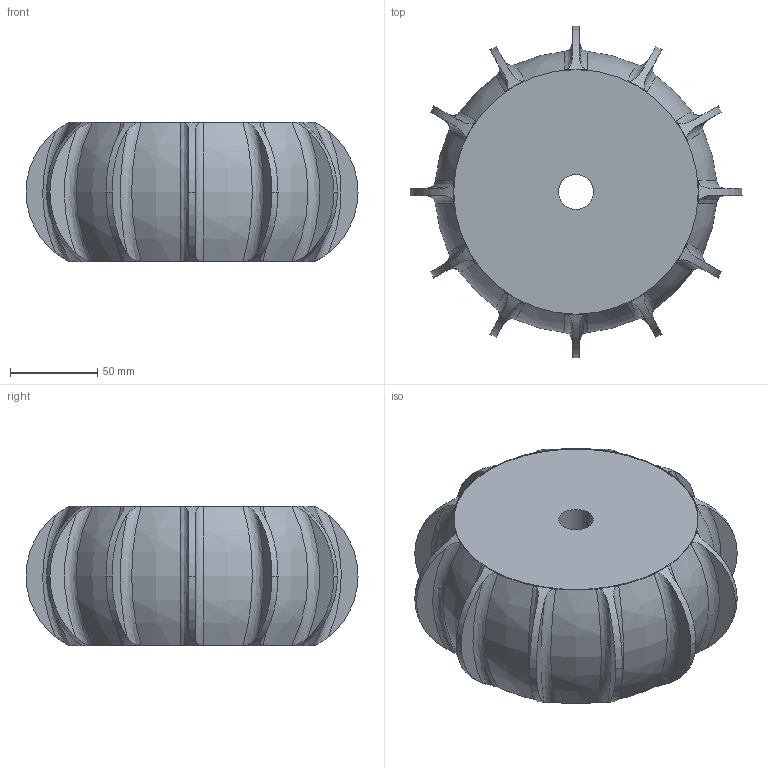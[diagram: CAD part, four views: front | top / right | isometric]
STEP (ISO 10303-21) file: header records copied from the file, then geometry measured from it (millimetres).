
FILE_DESCRIPTION(/* description */ (''),/* implementation_level */ '2;1');
FILE_NAME(/* name */ 'koolasswheelSolid(2).step',/* time_stamp */ '2025-11-20T15:31:09-06:00',/* author */ (''),/* organization */ (''),/* preprocessor_version */ 'ST-DEVELOPER v20.1',/* originating_system */ 'Autodesk Translation Framework v14.21.0.0',/* authorisation */ '');
FILE_SCHEMA (('AUTOMOTIVE_DESIGN { 1 0 10303 214 3 1 1 }'));
Length unit declared in the file: centimetre
Products named in the file (1): 2025-11-20-20-38-25-913
Bounding box: 190 x 190 x 80 mm (x, y, z)
Volume: 1481799.2 mm3; surface area: 94753.5 mm2
Topology: 1 solids, 1 shells, 137 faces, 331 edges, 196 vertices
Faces by surface type: plane 74, bspline 36, cylinder 27
Full cylindrical faces by diameter (mm): 20 x1, 140 x2
Entity records: 6573 total; most frequent: CARTESIAN_POINT 3665, ORIENTED_EDGE 662, DIRECTION 515, EDGE_CURVE 331, AXIS2_PLACEMENT_3D 226, VERTEX_POINT 196, B_SPLINE_CURVE_WITH_KNOTS 144, EDGE_LOOP 139
